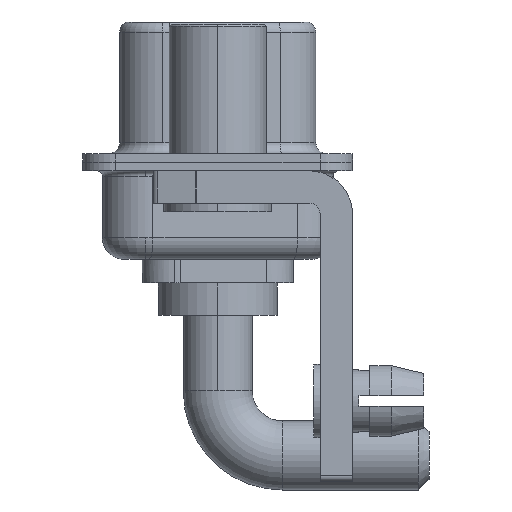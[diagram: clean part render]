
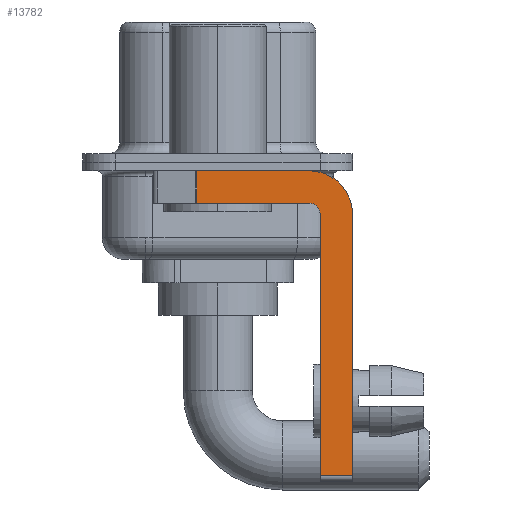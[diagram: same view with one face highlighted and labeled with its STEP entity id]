
A CAD part, left-side view. The second image highlights one B-rep face of the part: STEP entity #13782.
In plain terms, the highlighted planar face has unit normal (-1, 0, 0).
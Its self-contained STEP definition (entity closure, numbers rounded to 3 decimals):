
#79 = DIRECTION ( 'NONE',  ( 0., 0., -1. ) ) ;
#99 = EDGE_CURVE ( 'NONE', #18038, #4496, #10804, .T. ) ;
#351 = CARTESIAN_POINT ( 'NONE',  ( -2.9, 0.978, -1.9 ) ) ;
#373 = VECTOR ( 'NONE', #15575, 1000. ) ;
#389 = CARTESIAN_POINT ( 'NONE',  ( -2.9, 0.978, -0.4 ) ) ;
#574 = CARTESIAN_POINT ( 'NONE',  ( -2.9, -4.25, -2.4 ) ) ;
#2258 = AXIS2_PLACEMENT_3D ( 'NONE', #16096, #8394, #11307 ) ;
#2467 = DIRECTION ( 'NONE',  ( 0., 0., -1. ) ) ;
#3037 = VERTEX_POINT ( 'NONE', #12890 ) ;
#3203 = ORIENTED_EDGE ( 'NONE', *, *, #11881, .F. ) ;
#3455 = LINE ( 'NONE', #7924, #9418 ) ;
#3914 = CIRCLE ( 'NONE', #5465, 2. ) ;
#4107 = VERTEX_POINT ( 'NONE', #9127 ) ;
#4496 = VERTEX_POINT ( 'NONE', #351 ) ;
#4713 = VECTOR ( 'NONE', #2467, 1000. ) ;
#4986 = ORIENTED_EDGE ( 'NONE', *, *, #9548, .F. ) ;
#5465 = AXIS2_PLACEMENT_3D ( 'NONE', #574, #12633, #8155 ) ;
#5713 = VECTOR ( 'NONE', #79, 1000. ) ;
#6297 = EDGE_CURVE ( 'NONE', #18249, #4107, #16629, .T. ) ;
#6390 = EDGE_CURVE ( 'NONE', #18249, #4496, #8936, .T. ) ;
#6556 = DIRECTION ( 'NONE',  ( 0., -1., 0. ) ) ;
#6859 = LINE ( 'NONE', #8036, #4713 ) ;
#6962 = VERTEX_POINT ( 'NONE', #9953 ) ;
#7478 = CARTESIAN_POINT ( 'NONE',  ( -2.9, 0.978, -1.9 ) ) ;
#7520 = CARTESIAN_POINT ( 'NONE',  ( -2.9, -6.25, -2.4 ) ) ;
#7676 = CARTESIAN_POINT ( 'NONE',  ( -2.9, 3., -0.4 ) ) ;
#7737 = CARTESIAN_POINT ( 'NONE',  ( -2.9, -4.75, -14.8 ) ) ;
#7768 = ORIENTED_EDGE ( 'NONE', *, *, #18173, .F. ) ;
#7899 = EDGE_LOOP ( 'NONE', ( #16821, #17400, #15199, #9694, #3203, #16086, #4986, #7768 ) ) ;
#7924 = CARTESIAN_POINT ( 'NONE',  ( -2.9, -4.25, -14.55 ) ) ;
#8036 = CARTESIAN_POINT ( 'NONE',  ( -2.9, -6.25, -2.4 ) ) ;
#8155 = DIRECTION ( 'NONE',  ( 0., 0., -1. ) ) ;
#8394 = DIRECTION ( 'NONE',  ( 1., 0., 0. ) ) ;
#8936 = LINE ( 'NONE', #7478, #5713 ) ;
#9127 = CARTESIAN_POINT ( 'NONE',  ( -2.9, -4.25, -0.4 ) ) ;
#9235 = DIRECTION ( 'NONE',  ( 0., -1., 0. ) ) ;
#9349 = CARTESIAN_POINT ( 'NONE',  ( -2.9, -4.25, -1.9 ) ) ;
#9418 = VECTOR ( 'NONE', #6556, 1000. ) ;
#9548 = EDGE_CURVE ( 'NONE', #13951, #15722, #6859, .T. ) ;
#9694 = ORIENTED_EDGE ( 'NONE', *, *, #15290, .F. ) ;
#9953 = CARTESIAN_POINT ( 'NONE',  ( -2.9, -4.75, -14.55 ) ) ;
#10400 = CARTESIAN_POINT ( 'NONE',  ( -2.9, -4.25, -1.9 ) ) ;
#10704 = EDGE_CURVE ( 'NONE', #6962, #15722, #3455, .T. ) ;
#10711 = AXIS2_PLACEMENT_3D ( 'NONE', #16394, #16294, #11997 ) ;
#10804 = LINE ( 'NONE', #9349, #373 ) ;
#11307 = DIRECTION ( 'NONE',  ( 0., 0., -1. ) ) ;
#11881 = EDGE_CURVE ( 'NONE', #6962, #3037, #14854, .T. ) ;
#11997 = DIRECTION ( 'NONE',  ( 0., 0., 1. ) ) ;
#12633 = DIRECTION ( 'NONE',  ( 1., 0., 0. ) ) ;
#12890 = CARTESIAN_POINT ( 'NONE',  ( -2.9, -4.75, -2.4 ) ) ;
#13245 = CARTESIAN_POINT ( 'NONE',  ( -2.9, -6.25, -14.55 ) ) ;
#13374 = DIRECTION ( 'NONE',  ( 0., 0., 1. ) ) ;
#13782 = ADVANCED_FACE ( 'NONE', ( #18799 ), #15896, .F. ) ;
#13951 = VERTEX_POINT ( 'NONE', #7520 ) ;
#14854 = LINE ( 'NONE', #7737, #17166 ) ;
#15075 = CIRCLE ( 'NONE', #10711, 0.5 ) ;
#15199 = ORIENTED_EDGE ( 'NONE', *, *, #99, .F. ) ;
#15290 = EDGE_CURVE ( 'NONE', #3037, #18038, #15075, .T. ) ;
#15575 = DIRECTION ( 'NONE',  ( 0., 1., 0. ) ) ;
#15722 = VERTEX_POINT ( 'NONE', #13245 ) ;
#15730 = VECTOR ( 'NONE', #9235, 1000. ) ;
#15896 = PLANE ( 'NONE',  #2258 ) ;
#16086 = ORIENTED_EDGE ( 'NONE', *, *, #10704, .T. ) ;
#16096 = CARTESIAN_POINT ( 'NONE',  ( -2.9, -4.25, -2.4 ) ) ;
#16294 = DIRECTION ( 'NONE',  ( -1., 0., 0. ) ) ;
#16394 = CARTESIAN_POINT ( 'NONE',  ( -2.9, -4.25, -2.4 ) ) ;
#16629 = LINE ( 'NONE', #7676, #15730 ) ;
#16821 = ORIENTED_EDGE ( 'NONE', *, *, #6297, .F. ) ;
#17166 = VECTOR ( 'NONE', #13374, 1000. ) ;
#17400 = ORIENTED_EDGE ( 'NONE', *, *, #6390, .T. ) ;
#18038 = VERTEX_POINT ( 'NONE', #10400 ) ;
#18173 = EDGE_CURVE ( 'NONE', #4107, #13951, #3914, .T. ) ;
#18249 = VERTEX_POINT ( 'NONE', #389 ) ;
#18799 = FACE_OUTER_BOUND ( 'NONE', #7899, .T. ) ;
